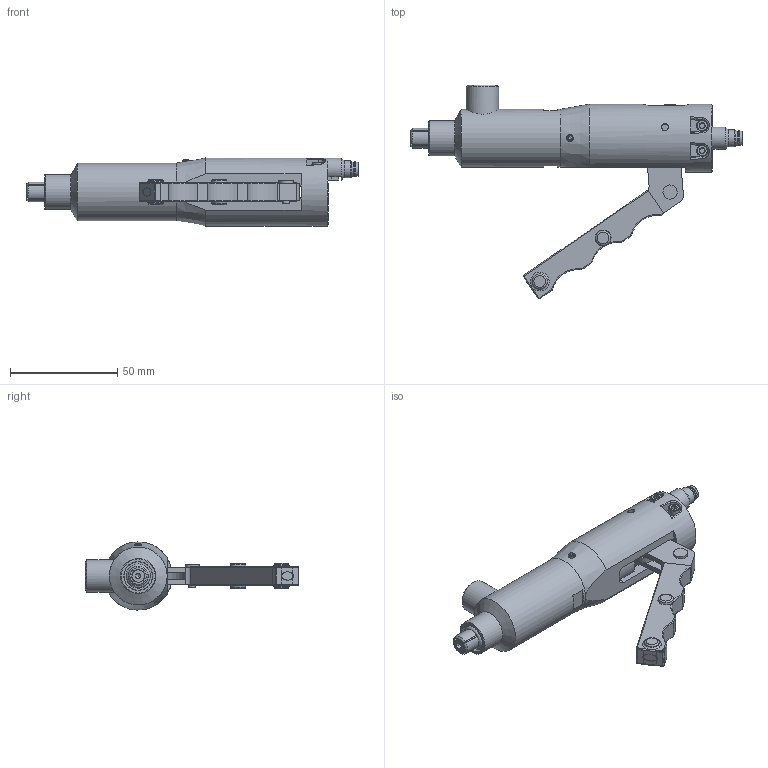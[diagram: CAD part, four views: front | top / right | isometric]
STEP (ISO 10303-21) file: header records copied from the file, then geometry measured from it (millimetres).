
FILE_DESCRIPTION(/* description */ (''),/* implementation_level */ '2;1');
FILE_NAME(/* name */ 'FNL108021CV04SSR.stp',/* time_stamp */ '2020-06-09T15:13:38-05:00',/* author */ ('jake.chandler'),/* organization */ ('FasTest,Inc.'),/* preprocessor_version */ 'ST-DEVELOPER v17.2',/* originating_system */ 'Autodesk Inventor 2019',/* authorisation */ '');
FILE_SCHEMA (('AP203_CONFIGURATION_CONTROLLED_3D_DESIGN_OF_MECHANICAL_PARTS_AND_ASSEMBLIES_MIM_LF { 1 0 10303 203 3 1 4 }','AUTOMOTIVE_DESIGN { 1 0 10303 214 3 1 1 }'));
Length unit declared in the file: inch
Products named in the file (1): FNL108021CV04SSR_Shrinkwrap_1
Bounding box: 154.76 x 99.67 x 31.74 mm (x, y, z)
Volume: 91394.2 mm3; surface area: 24549.7 mm2
Topology: 3 solids, 3 shells, 394 faces, 1060 edges, 688 vertices
Faces by surface type: plane 179, cylinder 116, cone 61, bspline 17, torus 15, sphere 6
Full cylindrical faces by diameter (mm): 0.7 x6, 1.45 x1, 2.381 x1, 3.048 x1, 3.175 x2, 3.2 x1, 3.302 x2, 4.762 x1, 4.801 x2, 4.978 x1, 5.207 x2, 5.8 x1, 5.944 x1, 6.401 x2, 6.5 x1, 6.6 x1, 6.604 x1, 6.9 x1, 7.938 x2, 7.95 x1, 7.97 x1, 8.331 x1, 10.42 x1, 14.605 x1, 15.189 x1, 16.383 x1, 26.924 x1, 31.75 x1
Entity records: 14175 total; most frequent: CARTESIAN_POINT 3760, ORIENTED_EDGE 2090, DIRECTION 2072, EDGE_CURVE 1045, AXIS2_PLACEMENT_3D 804, VERTEX_POINT 689, LINE 464, VECTOR 464
